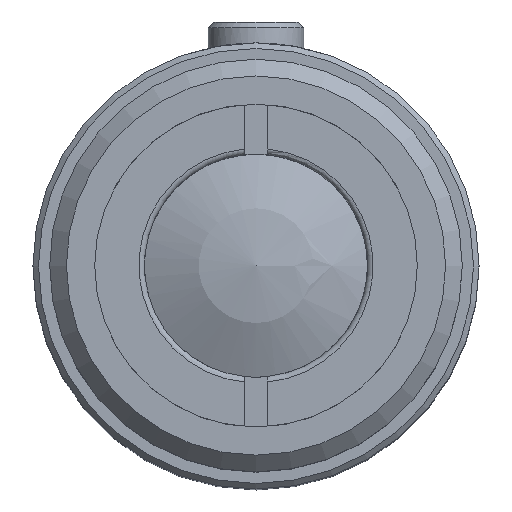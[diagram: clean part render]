
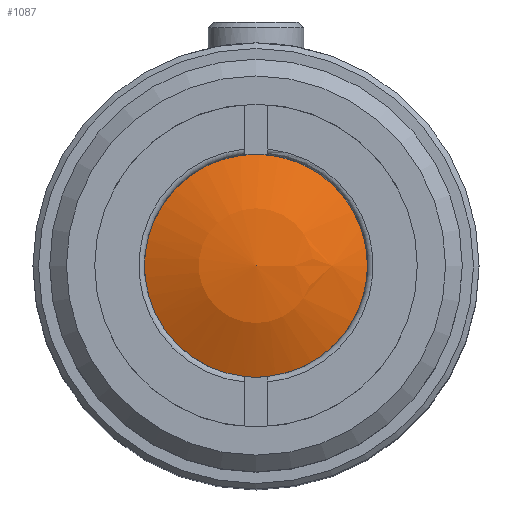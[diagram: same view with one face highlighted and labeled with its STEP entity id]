
A CAD part, top view. The second image highlights one B-rep face of the part: STEP entity #1087.
In plain terms, the highlighted spherical face has radius 5.5 mm.
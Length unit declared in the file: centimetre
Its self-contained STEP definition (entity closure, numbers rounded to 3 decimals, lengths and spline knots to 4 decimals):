
#104=SPHERICAL_SURFACE('',#265,0.55);
#166=CIRCLE('',#238,0.254);
#238=AXIS2_PLACEMENT_3D('',#1636,#550,#551);
#265=AXIS2_PLACEMENT_3D('',#1748,#599,#600);
#342=VERTEX_POINT('',#1637);
#550=DIRECTION('',(0.,0.,1.));
#551=DIRECTION('',(0.,0.254,0.));
#599=DIRECTION('',(0.,0.,1.));
#600=DIRECTION('',(1.,0.,0.));
#671=EDGE_CURVE('',#342,#342,#166,.T.);
#853=ORIENTED_EDGE('',*,*,#671,.T.);
#942=EDGE_LOOP('',(#853));
#1031=FACE_BOUND('',#942,.T.);
#1087=ADVANCED_FACE('',(#1031),#104,.T.);
#1636=CARTESIAN_POINT('',(0.,0.,-0.2441));
#1637=CARTESIAN_POINT('',(0.,-0.254,-0.2441));
#1748=CARTESIAN_POINT('',(0.,0.,-0.732));
